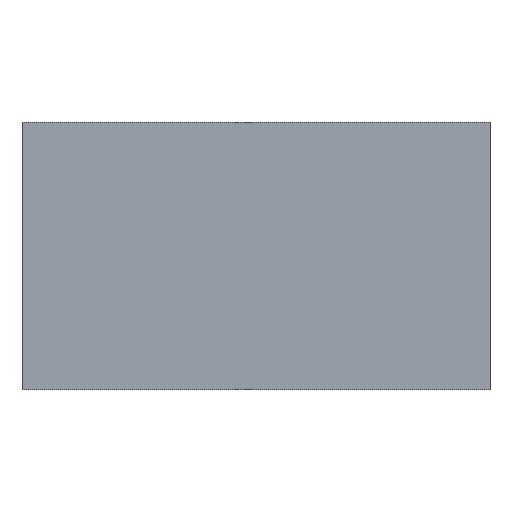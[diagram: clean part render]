
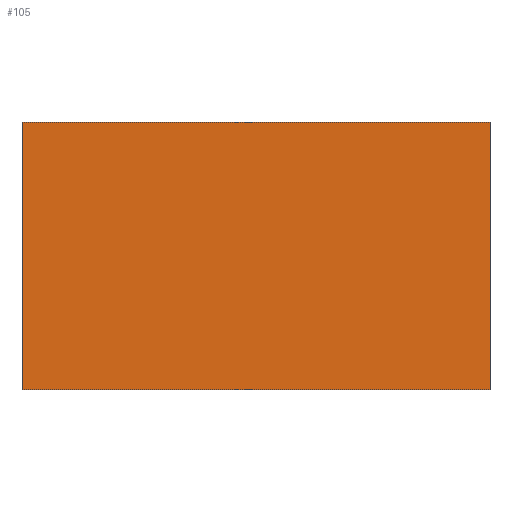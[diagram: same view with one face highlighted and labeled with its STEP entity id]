
A CAD part, front view. The second image highlights one B-rep face of the part: STEP entity #105.
In plain terms, the highlighted planar face has unit normal (0, -1, 0).
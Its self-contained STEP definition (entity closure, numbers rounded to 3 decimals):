
#19=FACE_OUTER_BOUND('',#25,.T.);
#25=EDGE_LOOP('',(#87,#88,#89,#90));
#28=LINE('',#159,#40);
#34=LINE('',#171,#46);
#37=LINE('',#176,#49);
#38=LINE('',#178,#50);
#40=VECTOR('',#132,10.);
#46=VECTOR('',#140,10.);
#49=VECTOR('',#147,10.);
#50=VECTOR('',#150,10.);
#52=VERTEX_POINT('',#156);
#53=VERTEX_POINT('',#158);
#55=VERTEX_POINT('',#164);
#58=VERTEX_POINT('',#169);
#60=EDGE_CURVE('',#52,#53,#28,.T.);
#66=EDGE_CURVE('',#58,#55,#34,.T.);
#69=EDGE_CURVE('',#53,#58,#37,.T.);
#70=EDGE_CURVE('',#52,#55,#38,.T.);
#87=ORIENTED_EDGE('',*,*,#70,.T.);
#88=ORIENTED_EDGE('',*,*,#66,.F.);
#89=ORIENTED_EDGE('',*,*,#69,.F.);
#90=ORIENTED_EDGE('',*,*,#60,.F.);
#99=PLANE('',#125);
#105=ADVANCED_FACE('',(#19),#99,.F.);
#125=AXIS2_PLACEMENT_3D('',#177,#148,#149);
#132=DIRECTION('',(0.,0.,-1.));
#140=DIRECTION('',(0.,0.,1.));
#147=DIRECTION('',(-1.,0.,0.));
#148=DIRECTION('center_axis',(0.,1.,0.));
#149=DIRECTION('ref_axis',(-1.,0.,0.));
#150=DIRECTION('',(-1.,0.,0.));
#156=CARTESIAN_POINT('',(2134.,-41.952,1240.64));
#158=CARTESIAN_POINT('',(2134.,-41.952,21.64));
#159=CARTESIAN_POINT('',(2134.,-41.952,631.14));
#164=CARTESIAN_POINT('',(0.,-41.952,1240.64));
#169=CARTESIAN_POINT('',(0.,-41.952,21.64));
#171=CARTESIAN_POINT('',(0.,-41.952,631.14));
#176=CARTESIAN_POINT('',(1067.,-41.952,21.64));
#177=CARTESIAN_POINT('Origin',(1067.,-41.952,631.14));
#178=CARTESIAN_POINT('',(1067.,-41.952,1240.64));
